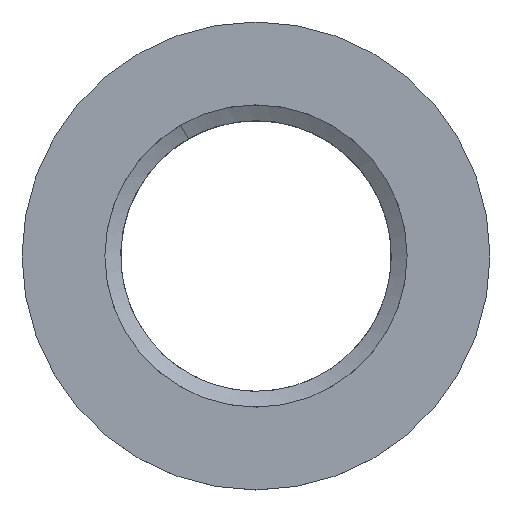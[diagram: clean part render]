
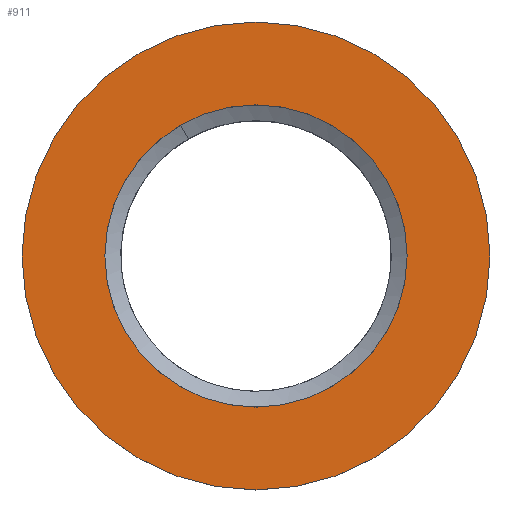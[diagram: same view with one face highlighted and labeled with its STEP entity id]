
A CAD part, top view. The second image highlights one B-rep face of the part: STEP entity #911.
In plain terms, the highlighted planar face has unit normal (0, 0, 1).
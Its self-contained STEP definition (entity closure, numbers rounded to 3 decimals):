
#231 = DIRECTION ( 'NONE',  ( 0., 0., -1. ) ) ;
#237 = CARTESIAN_POINT ( 'NONE',  ( 0., 0., 5. ) ) ;
#242 = DIRECTION ( 'NONE',  ( 1., 0., 0. ) ) ;
#243 = CARTESIAN_POINT ( 'NONE',  ( 0., 0., 5. ) ) ;
#254 = DIRECTION ( 'NONE',  ( 1., 0., 0. ) ) ;
#256 = DIRECTION ( 'NONE',  ( 0., 0., -1. ) ) ;
#305 = DIRECTION ( 'NONE',  ( 0., 0., 1. ) ) ;
#307 = DIRECTION ( 'NONE',  ( 1., 0., 0. ) ) ;
#315 = CARTESIAN_POINT ( 'NONE',  ( 0., 0., 5. ) ) ;
#438 = DIRECTION ( 'NONE',  ( 1., 0., 0. ) ) ;
#442 = CARTESIAN_POINT ( 'NONE',  ( 0., 0., 5. ) ) ;
#449 = DIRECTION ( 'NONE',  ( 0., 0., 1. ) ) ;
#503 = VERTEX_POINT ( 'NONE', #719 ) ;
#506 = VERTEX_POINT ( 'NONE', #722 ) ;
#512 = EDGE_LOOP ( 'NONE', ( #583, #651 ) ) ;
#514 = VERTEX_POINT ( 'NONE', #730 ) ;
#533 = EDGE_LOOP ( 'NONE', ( #635, #636 ) ) ;
#583 = ORIENTED_EDGE ( 'NONE', *, *, #823, .T. ) ;
#597 = VERTEX_POINT ( 'NONE', #766 ) ;
#635 = ORIENTED_EDGE ( 'NONE', *, *, #846, .T. ) ;
#636 = ORIENTED_EDGE ( 'NONE', *, *, #875, .T. ) ;
#651 = ORIENTED_EDGE ( 'NONE', *, *, #825, .T. ) ;
#719 = CARTESIAN_POINT ( 'NONE',  ( -7.75, 0., 5. ) ) ;
#722 = CARTESIAN_POINT ( 'NONE',  ( 12., 0., 5. ) ) ;
#730 = CARTESIAN_POINT ( 'NONE',  ( -12., 0., 5. ) ) ;
#766 = CARTESIAN_POINT ( 'NONE',  ( 7.75, 0., 5. ) ) ;
#823 = EDGE_CURVE ( 'NONE', #597, #503, #1319, .T. ) ;
#825 = EDGE_CURVE ( 'NONE', #503, #597, #1321, .T. ) ;
#846 = EDGE_CURVE ( 'NONE', #506, #514, #1344, .T. ) ;
#875 = EDGE_CURVE ( 'NONE', #514, #506, #1273, .T. ) ;
#911 = ADVANCED_FACE ( 'NONE', ( #1159, #1158 ), #1160, .T. ) ;
#1158 = FACE_OUTER_BOUND ( 'NONE', #533, .T. ) ;
#1159 = FACE_BOUND ( 'NONE', #512, .T. ) ;
#1160 = PLANE ( 'NONE',  #1292 ) ;
#1161 = CARTESIAN_POINT ( 'NONE',  ( 12.702, 0., 5. ) ) ;
#1165 = DIRECTION ( 'NONE',  ( 1., 0., 0. ) ) ;
#1173 = DIRECTION ( 'NONE',  ( 0., 0., 1. ) ) ;
#1272 = AXIS2_PLACEMENT_3D ( 'NONE', #442, #449, #438 ) ;
#1273 = CIRCLE ( 'NONE', #1272, 12. ) ;
#1292 = AXIS2_PLACEMENT_3D ( 'NONE', #1161, #1173, #1165 ) ;
#1319 = CIRCLE ( 'NONE', #1320, 7.75 ) ;
#1320 = AXIS2_PLACEMENT_3D ( 'NONE', #243, #256, #254 ) ;
#1321 = CIRCLE ( 'NONE', #1322, 7.75 ) ;
#1322 = AXIS2_PLACEMENT_3D ( 'NONE', #237, #231, #242 ) ;
#1336 = AXIS2_PLACEMENT_3D ( 'NONE', #315, #305, #307 ) ;
#1344 = CIRCLE ( 'NONE', #1336, 12. ) ;
